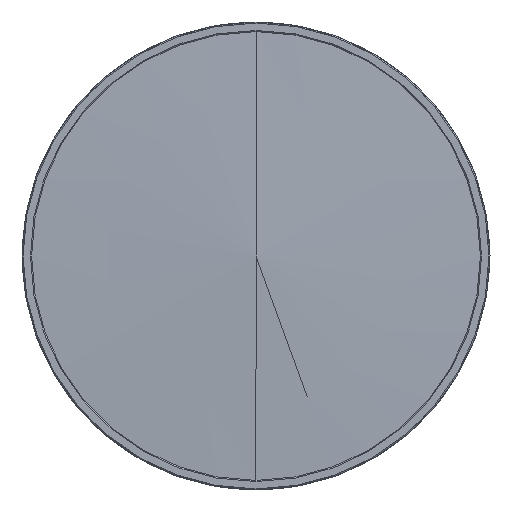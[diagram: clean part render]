
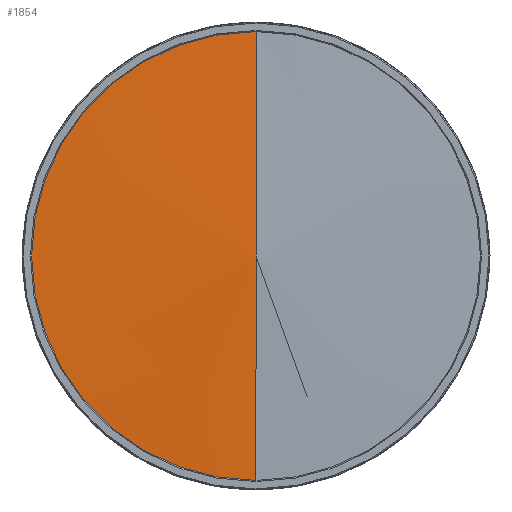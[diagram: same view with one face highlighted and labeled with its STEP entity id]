
A CAD part, left-side view. The second image highlights one B-rep face of the part: STEP entity #1854.
In plain terms, the highlighted conical face has half-angle 87.837 degrees and reference radius 102.922 mm.
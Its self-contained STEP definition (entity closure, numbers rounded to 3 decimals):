
#91 = DIRECTION ( 'NONE',  ( 0.038, 0., -0.999 ) ) ;
#749 = DIRECTION ( 'NONE',  ( 1., 0., 0. ) ) ;
#791 = VERTEX_POINT ( 'NONE', #3085 ) ;
#1423 = CARTESIAN_POINT ( 'NONE',  ( 3.839, 0., 101.65 ) ) ;
#1848 = VECTOR ( 'NONE', #4852, 1000. ) ;
#1854 = ADVANCED_FACE ( 'NONE', ( #4918 ), #3695, .T. ) ;
#1985 = DIRECTION ( 'NONE',  ( 1., 0., 0. ) ) ;
#2008 = DIRECTION ( 'NONE',  ( 0., 0., -1. ) ) ;
#2158 = VERTEX_POINT ( 'NONE', #4816 ) ;
#3085 = CARTESIAN_POINT ( 'NONE',  ( 3.839, 0., -101.65 ) ) ;
#3162 = LINE ( 'NONE', #5223, #3818 ) ;
#3276 = CARTESIAN_POINT ( 'NONE',  ( 3.887, 0., 102.922 ) ) ;
#3497 = ORIENTED_EDGE ( 'NONE', *, *, #4919, .F. ) ;
#3666 = CARTESIAN_POINT ( 'NONE',  ( 3.887, 0., 0. ) ) ;
#3695 = CONICAL_SURFACE ( 'NONE', #5174, 102.922, 1.533 ) ;
#3818 = VECTOR ( 'NONE', #91, 1000. ) ;
#4079 = ORIENTED_EDGE ( 'NONE', *, *, #5389, .F. ) ;
#4298 = LINE ( 'NONE', #3276, #1848 ) ;
#4625 = CARTESIAN_POINT ( 'NONE',  ( 3.839, 0., 0. ) ) ;
#4816 = CARTESIAN_POINT ( 'NONE',  ( 0., 0., 0. ) ) ;
#4852 = DIRECTION ( 'NONE',  ( 0.038, 0., 0.999 ) ) ;
#4918 = FACE_OUTER_BOUND ( 'NONE', #5297, .T. ) ;
#4919 = EDGE_CURVE ( 'NONE', #2158, #791, #3162, .T. ) ;
#5174 = AXIS2_PLACEMENT_3D ( 'NONE', #3666, #749, #5412 ) ;
#5223 = CARTESIAN_POINT ( 'NONE',  ( 3.887, 0., -102.922 ) ) ;
#5297 = EDGE_LOOP ( 'NONE', ( #3497, #6750, #4079 ) ) ;
#5389 = EDGE_CURVE ( 'NONE', #791, #6469, #6271, .T. ) ;
#5412 = DIRECTION ( 'NONE',  ( 0., 0., -1. ) ) ;
#5599 = EDGE_CURVE ( 'NONE', #2158, #6469, #4298, .T. ) ;
#6271 = CIRCLE ( 'NONE', #6697, 101.65 ) ;
#6469 = VERTEX_POINT ( 'NONE', #1423 ) ;
#6697 = AXIS2_PLACEMENT_3D ( 'NONE', #4625, #1985, #2008 ) ;
#6750 = ORIENTED_EDGE ( 'NONE', *, *, #5599, .T. ) ;
